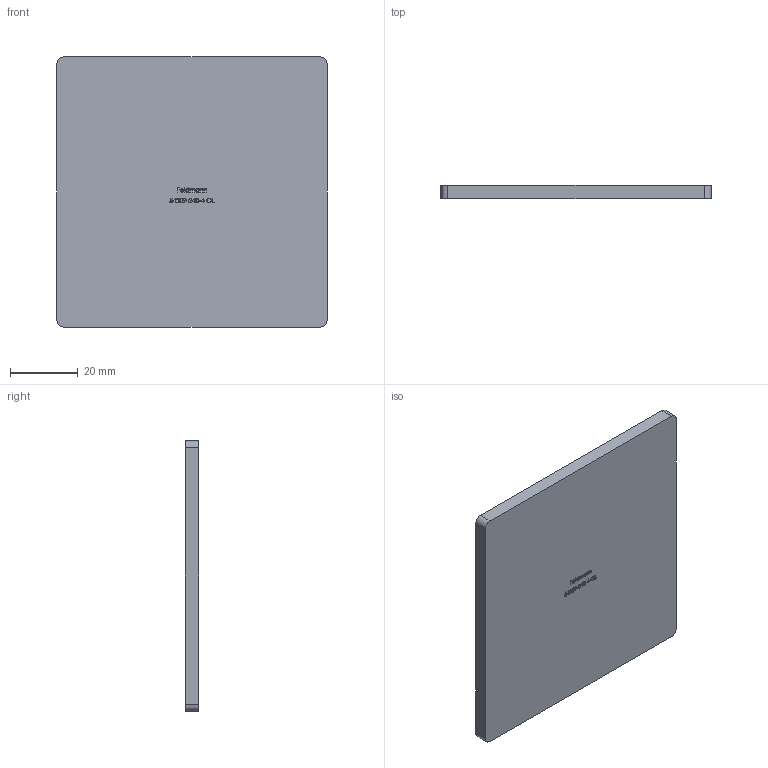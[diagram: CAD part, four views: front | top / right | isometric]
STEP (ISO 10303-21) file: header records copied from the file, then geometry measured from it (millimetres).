
FILE_DESCRIPTION (( 'STEP AP203' ), '1' );
FILE_NAME ('54209-240-4-OL.step', '2020-10-21T11:03:23', ( '' ), ( '' ), 'SwSTEP 2.0', 'SolidWorks 2018', '' );
FILE_SCHEMA (( 'CONFIG_CONTROL_DESIGN' ));
Length unit declared in the file: millimetre
Products named in the file (2): 54209-240-4-OL
Bounding box: 80 x 4 x 80 mm (x, y, z)
Volume: 25585.6 mm3; surface area: 14071.1 mm2
Topology: 1 solids, 1 shells, 277 faces, 729 edges, 486 vertices
Faces by surface type: plane 170, bspline 103, cylinder 4
Entity records: 14628 total; most frequent: CARTESIAN_POINT 8317, ORIENTED_EDGE 1458, DIRECTION 883, EDGE_CURVE 729, LINE 515, VECTOR 515, VERTEX_POINT 486, EDGE_LOOP 309
